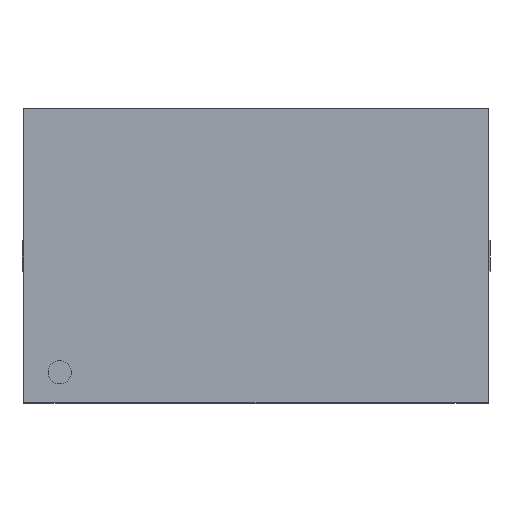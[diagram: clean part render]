
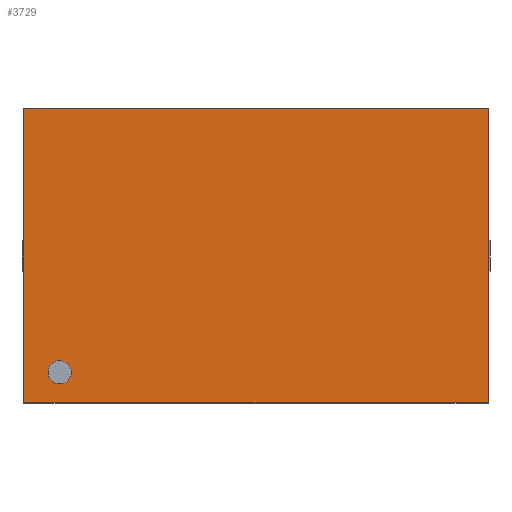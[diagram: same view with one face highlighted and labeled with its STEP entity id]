
A CAD part, top view. The second image highlights one B-rep face of the part: STEP entity #3729.
In plain terms, the highlighted planar face has unit normal (0, 0, 1).
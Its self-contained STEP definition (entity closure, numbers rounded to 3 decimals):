
#48=CIRCLE('',#3951,0.075);
#69=FACE_BOUND('',#373,.T.);
#170=FACE_OUTER_BOUND('',#372,.T.);
#372=EDGE_LOOP('',(#2936,#2937,#2938,#2939));
#373=EDGE_LOOP('',(#2940));
#680=LINE('',#5449,#1189);
#734=LINE('',#5571,#1243);
#737=LINE('',#5581,#1246);
#738=LINE('',#5583,#1247);
#1189=VECTOR('',#4415,10.);
#1243=VECTOR('',#4541,10.);
#1246=VECTOR('',#4554,10.);
#1247=VECTOR('',#4557,10.);
#1640=VERTEX_POINT('',#5446);
#1641=VERTEX_POINT('',#5448);
#1672=VERTEX_POINT('',#5568);
#1673=VERTEX_POINT('',#5570);
#1674=VERTEX_POINT('',#5574);
#2058=EDGE_CURVE('',#1641,#1640,#680,.F.);
#2118=EDGE_CURVE('',#1673,#1672,#734,.F.);
#2120=EDGE_CURVE('',#1674,#1674,#48,.T.);
#2123=EDGE_CURVE('',#1672,#1641,#737,.T.);
#2124=EDGE_CURVE('',#1640,#1673,#738,.T.);
#2936=ORIENTED_EDGE('',*,*,#2123,.T.);
#2937=ORIENTED_EDGE('',*,*,#2058,.T.);
#2938=ORIENTED_EDGE('',*,*,#2124,.T.);
#2939=ORIENTED_EDGE('',*,*,#2118,.T.);
#2940=ORIENTED_EDGE('',*,*,#2120,.T.);
#3540=PLANE('',#3956);
#3729=ADVANCED_FACE('',(#170,#69),#3540,.T.);
#3951=AXIS2_PLACEMENT_3D('',#5575,#4545,#4546);
#3956=AXIS2_PLACEMENT_3D('',#5584,#4558,#4559);
#4415=DIRECTION('',(-1.,0.,0.));
#4541=DIRECTION('',(1.,0.,0.));
#4545=DIRECTION('center_axis',(0.,0.,-1.));
#4546=DIRECTION('ref_axis',(-1.,0.,0.));
#4554=DIRECTION('',(0.,-1.,0.));
#4557=DIRECTION('',(0.,1.,0.));
#4558=DIRECTION('center_axis',(0.,0.,1.));
#4559=DIRECTION('ref_axis',(1.,0.,0.));
#5446=CARTESIAN_POINT('',(1.5,-0.949,0.75));
#5448=CARTESIAN_POINT('',(-1.5,-0.949,0.75));
#5449=CARTESIAN_POINT('',(-0.75,-0.949,0.75));
#5568=CARTESIAN_POINT('',(-1.5,0.949,0.75));
#5570=CARTESIAN_POINT('',(1.5,0.949,0.75));
#5571=CARTESIAN_POINT('',(0.75,0.949,0.75));
#5574=CARTESIAN_POINT('',(-1.191,-0.75,0.75));
#5575=CARTESIAN_POINT('Origin',(-1.266,-0.75,0.75));
#5581=CARTESIAN_POINT('',(-1.5,0.95,0.75));
#5583=CARTESIAN_POINT('',(1.5,-0.95,0.75));
#5584=CARTESIAN_POINT('Origin',(0.,0.,0.75));
